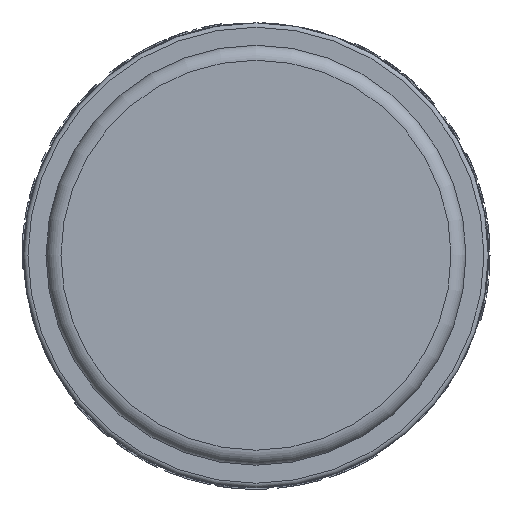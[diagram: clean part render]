
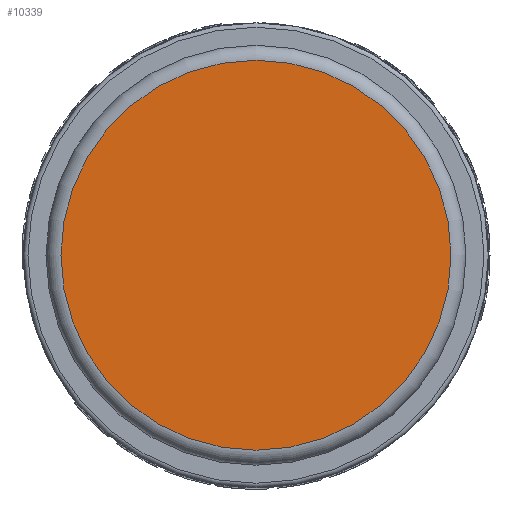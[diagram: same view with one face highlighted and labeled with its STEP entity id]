
A CAD part, left-side view. The second image highlights one B-rep face of the part: STEP entity #10339.
In plain terms, the highlighted planar face has unit normal (-1, 0, 0).
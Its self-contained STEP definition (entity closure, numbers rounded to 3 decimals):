
#1248=CIRCLE('',#10842,13.);
#1249=CIRCLE('',#10843,13.);
#1813=FACE_OUTER_BOUND('',#2409,.T.);
#2409=EDGE_LOOP('',(#8918,#8919));
#4559=VERTEX_POINT('',#72822);
#4560=VERTEX_POINT('',#72824);
#6021=EDGE_CURVE('',#4559,#4560,#1248,.T.);
#6022=EDGE_CURVE('',#4560,#4559,#1249,.T.);
#8918=ORIENTED_EDGE('',*,*,#6022,.F.);
#8919=ORIENTED_EDGE('',*,*,#6021,.F.);
#9261=PLANE('',#10848);
#10339=ADVANCED_FACE('',(#1813),#9261,.T.);
#10842=AXIS2_PLACEMENT_3D('',#72825,#12343,#12344);
#10843=AXIS2_PLACEMENT_3D('',#72826,#12345,#12346);
#10848=AXIS2_PLACEMENT_3D('',#72834,#12356,#12357);
#12343=DIRECTION('center_axis',(1.,0.,0.));
#12344=DIRECTION('ref_axis',(0.,1.,0.));
#12345=DIRECTION('center_axis',(1.,0.,0.));
#12346=DIRECTION('ref_axis',(0.,1.,0.));
#12356=DIRECTION('center_axis',(-1.,0.,0.));
#12357=DIRECTION('ref_axis',(0.,0.,
-1.));
#72822=CARTESIAN_POINT('',(-0.23,0.,-13.));
#72824=CARTESIAN_POINT('',(-0.23,-13.,0.));
#72825=CARTESIAN_POINT('Origin',(-0.23,0.,
0.));
#72826=CARTESIAN_POINT('Origin',(-0.23,0.,
0.));
#72834=CARTESIAN_POINT('Origin',(-0.23,-12.75,0.));
